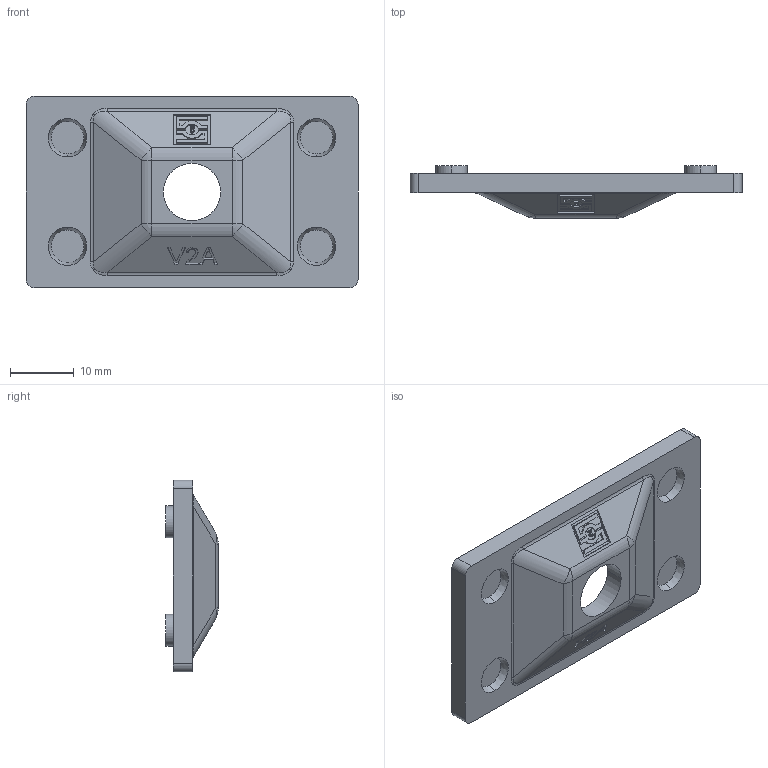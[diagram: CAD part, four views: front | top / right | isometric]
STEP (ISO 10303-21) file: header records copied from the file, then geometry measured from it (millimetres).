
FILE_DESCRIPTION (( 'STEP AP214' ), '1' );
FILE_NAME ('1130000764-00 - GD-2D-W3.STEP', '2025-02-19T09:59:59', ( '' ), ( '' ), 'SwSTEP 2.0', 'SolidWorks 2022', '' );
FILE_SCHEMA (( 'AUTOMOTIVE_DESIGN' ));
Length unit declared in the file: millimetre
Products named in the file (1): 1130000764-00 - GD-2D-W3
Bounding box: 52 x 8.2 x 30 mm (x, y, z)
Volume: 4671.5 mm3; surface area: 3915.8 mm2
Topology: 1 solids, 1 shells, 280 faces, 717 edges, 458 vertices
Faces by surface type: plane 164, bspline 62, cylinder 38, sphere 8, cone 8
Entity records: 10373 total; most frequent: CARTESIAN_POINT 4110, ORIENTED_EDGE 1418, DIRECTION 1054, EDGE_CURVE 709, VERTEX_POINT 458, VECTOR 440, LINE 440, EDGE_LOOP 309
